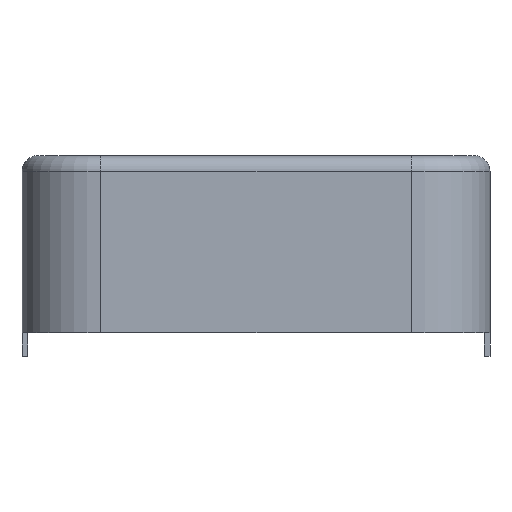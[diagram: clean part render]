
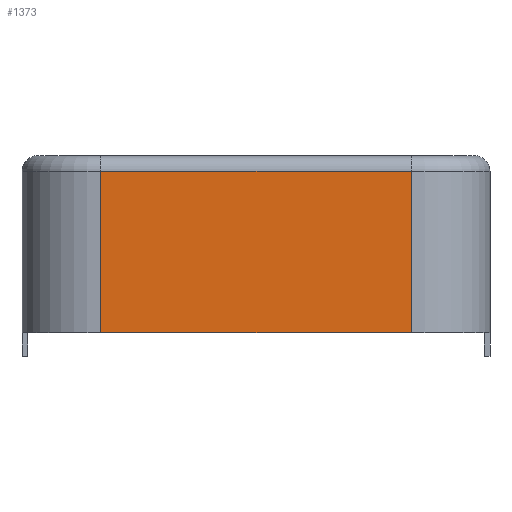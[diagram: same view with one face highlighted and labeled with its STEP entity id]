
A CAD part, left-side view. The second image highlights one B-rep face of the part: STEP entity #1373.
In plain terms, the highlighted face is planar.
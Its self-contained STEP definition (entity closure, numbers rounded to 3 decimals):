
#352=ORIENTED_EDGE('',*,*,#574,.T.);
#353=ORIENTED_EDGE('',*,*,#708,.F.);
#354=ORIENTED_EDGE('',*,*,#709,.F.);
#355=ORIENTED_EDGE('',*,*,#710,.T.);
#574=EDGE_CURVE('',#775,#774,#901,.T.);
#708=EDGE_CURVE('',#874,#774,#969,.T.);
#709=EDGE_CURVE('',#822,#874,#970,.T.);
#710=EDGE_CURVE('',#822,#775,#971,.T.);
#774=VERTEX_POINT('',#2073);
#775=VERTEX_POINT('',#2075);
#822=VERTEX_POINT('',#2184);
#874=VERTEX_POINT('',#2334);
#901=LINE('',#2074,#1013);
#969=LINE('',#2339,#1081);
#970=LINE('',#2340,#1082);
#971=LINE('',#2341,#1083);
#1013=VECTOR('',#1625,1000.);
#1081=VECTOR('',#1885,1000.);
#1082=VECTOR('',#1886,1000.);
#1083=VECTOR('',#1887,1000.);
#1158=EDGE_LOOP('',(#352,#353,#354,#355));
#1256=FACE_BOUND('',#1158,.T.);
#1324=PLANE('',#1535);
#1373=ADVANCED_FACE('',(#1256),#1324,.T.);
#1535=AXIS2_PLACEMENT_3D('',#2338,#1883,#1884);
#1625=DIRECTION('',(-1.,0.,0.));
#1883=DIRECTION('',(0.,0.,-1.));
#1884=DIRECTION('',(-1.,0.,0.));
#1885=DIRECTION('',(0.,-1.,0.));
#1886=DIRECTION('',(-1.,0.,0.));
#1887=DIRECTION('',(0.,-1.,0.));
#2073=CARTESIAN_POINT('',(-7.9,-9.,-16.15));
#2074=CARTESIAN_POINT('',(7.9,-9.,-16.15));
#2075=CARTESIAN_POINT('',(7.9,-9.,-16.15));
#2184=CARTESIAN_POINT('',(7.9,-0.8,-16.15));
#2334=CARTESIAN_POINT('',(-7.9,-0.8,-16.15));
#2338=CARTESIAN_POINT('',(7.9,0.,-16.15));
#2339=CARTESIAN_POINT('',(-7.9,0.,-16.15));
#2340=CARTESIAN_POINT('',(7.9,-0.8,-16.15));
#2341=CARTESIAN_POINT('',(7.9,0.,-16.15));
